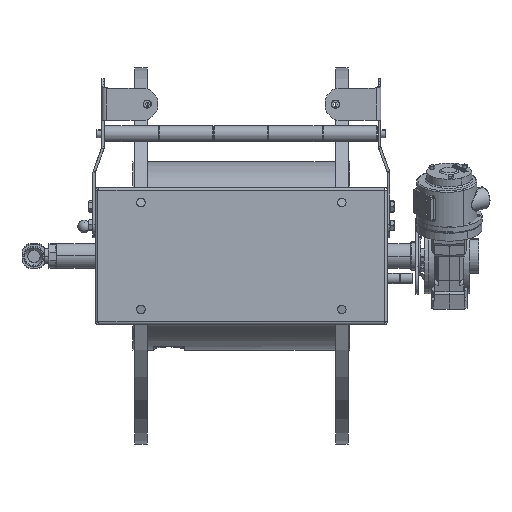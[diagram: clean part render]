
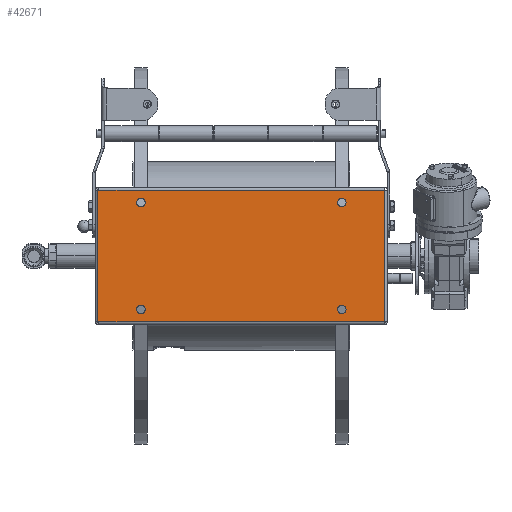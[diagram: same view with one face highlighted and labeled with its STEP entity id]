
A CAD part, front view. The second image highlights one B-rep face of the part: STEP entity #42671.
In plain terms, the highlighted planar face has unit normal (0, -1, 0).
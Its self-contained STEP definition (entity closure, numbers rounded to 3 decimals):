
#26 = DIRECTION ( 'NONE',  ( 0., -1., 0. ) ) ;
#482 = ORIENTED_EDGE ( 'NONE', *, *, #20229, .F. ) ;
#696 = ORIENTED_EDGE ( 'NONE', *, *, #18762, .T. ) ;
#2116 = FACE_BOUND ( 'NONE', #58567, .T. ) ;
#2497 = FACE_BOUND ( 'NONE', #21815, .T. ) ;
#3200 = DIRECTION ( 'NONE',  ( 1., 0., 0. ) ) ;
#3555 = CIRCLE ( 'NONE', #45235, 6.75 ) ;
#3807 = DIRECTION ( 'NONE',  ( 1., 0., 0. ) ) ;
#4184 = ORIENTED_EDGE ( 'NONE', *, *, #51767, .F. ) ;
#5486 = VERTEX_POINT ( 'NONE', #22168 ) ;
#5975 = DIRECTION ( 'NONE',  ( 1., 0., 0. ) ) ;
#6442 = CIRCLE ( 'NONE', #54032, 6.75 ) ;
#6712 = DIRECTION ( 'NONE',  ( 0., -1., 0. ) ) ;
#7523 = VERTEX_POINT ( 'NONE', #54718 ) ;
#9334 = CARTESIAN_POINT ( 'NONE',  ( 228.5, 0., 105. ) ) ;
#9548 = CARTESIAN_POINT ( 'NONE',  ( 228.5, 0., 105. ) ) ;
#10287 = EDGE_CURVE ( 'NONE', #43772, #53713, #3555, .T. ) ;
#11182 = DIRECTION ( 'NONE',  ( 1., 0., 0. ) ) ;
#11908 = CARTESIAN_POINT ( 'NONE',  ( -160., 0., -85. ) ) ;
#12148 = FACE_BOUND ( 'NONE', #12318, .T. ) ;
#12318 = EDGE_LOOP ( 'NONE', ( #482, #70817 ) ) ;
#14692 = VERTEX_POINT ( 'NONE', #9548 ) ;
#15086 = AXIS2_PLACEMENT_3D ( 'NONE', #69062, #40949, #35302 ) ;
#15768 = EDGE_LOOP ( 'NONE', ( #67111, #4184 ) ) ;
#16750 = VERTEX_POINT ( 'NONE', #33264 ) ;
#16923 = EDGE_CURVE ( 'NONE', #66271, #49705, #20753, .T. ) ;
#17306 = CARTESIAN_POINT ( 'NONE',  ( 160., 0., -85. ) ) ;
#18286 = DIRECTION ( 'NONE',  ( 1., 0., 0. ) ) ;
#18479 = FACE_OUTER_BOUND ( 'NONE', #35182, .T. ) ;
#18641 = DIRECTION ( 'NONE',  ( 0., -1., 0. ) ) ;
#18762 = EDGE_CURVE ( 'NONE', #29060, #40502, #53469, .T. ) ;
#18982 = ORIENTED_EDGE ( 'NONE', *, *, #58723, .T. ) ;
#19205 = CIRCLE ( 'NONE', #53736, 6.75 ) ;
#19387 = ORIENTED_EDGE ( 'NONE', *, *, #16923, .F. ) ;
#19641 = ORIENTED_EDGE ( 'NONE', *, *, #65131, .F. ) ;
#19925 = DIRECTION ( 'NONE',  ( 0., -1., 0. ) ) ;
#20216 = DIRECTION ( 'NONE',  ( 1., 0., 0. ) ) ;
#20229 = EDGE_CURVE ( 'NONE', #52128, #7523, #31368, .T. ) ;
#20266 = EDGE_CURVE ( 'NONE', #28794, #16750, #26556, .T. ) ;
#20721 = EDGE_CURVE ( 'NONE', #49705, #66271, #6442, .T. ) ;
#20753 = CIRCLE ( 'NONE', #57627, 6.75 ) ;
#21125 = CARTESIAN_POINT ( 'NONE',  ( -228.5, 0., -105. ) ) ;
#21582 = CARTESIAN_POINT ( 'NONE',  ( 166.75, 0., -85. ) ) ;
#21815 = EDGE_LOOP ( 'NONE', ( #19387, #44610 ) ) ;
#22168 = CARTESIAN_POINT ( 'NONE',  ( -228.5, 0., 105. ) ) ;
#24450 = FACE_BOUND ( 'NONE', #15768, .T. ) ;
#24793 = LINE ( 'NONE', #47569, #39023 ) ;
#25547 = CIRCLE ( 'NONE', #67106, 6.75 ) ;
#25816 = DIRECTION ( 'NONE',  ( 0., -1., 0. ) ) ;
#26177 = CARTESIAN_POINT ( 'NONE',  ( 228.5, 0., -105. ) ) ;
#26556 = CIRCLE ( 'NONE', #46854, 6.75 ) ;
#28794 = VERTEX_POINT ( 'NONE', #32461 ) ;
#29060 = VERTEX_POINT ( 'NONE', #21125 ) ;
#30026 = DIRECTION ( 'NONE',  ( 1., 0., 0. ) ) ;
#30730 = ORIENTED_EDGE ( 'NONE', *, *, #55880, .F. ) ;
#31368 = CIRCLE ( 'NONE', #61022, 6.75 ) ;
#32070 = AXIS2_PLACEMENT_3D ( 'NONE', #70801, #25816, #20216 ) ;
#32461 = CARTESIAN_POINT ( 'NONE',  ( 166.75, 0., 85. ) ) ;
#32495 = DIRECTION ( 'NONE',  ( 0., 0., -1. ) ) ;
#33264 = CARTESIAN_POINT ( 'NONE',  ( 153.25, 0., 85. ) ) ;
#33318 = CIRCLE ( 'NONE', #32070, 6.75 ) ;
#33808 = EDGE_CURVE ( 'NONE', #7523, #52128, #19205, .T. ) ;
#34321 = VECTOR ( 'NONE', #64341, 1000. ) ;
#34520 = CARTESIAN_POINT ( 'NONE',  ( 160., 0., 85. ) ) ;
#34706 = CARTESIAN_POINT ( 'NONE',  ( 160., 0., -85. ) ) ;
#35182 = EDGE_LOOP ( 'NONE', ( #696, #30730, #40179, #18982 ) ) ;
#35302 = DIRECTION ( 'NONE',  ( -1., 0., 0. ) ) ;
#36587 = CARTESIAN_POINT ( 'NONE',  ( -153.25, 0., -85. ) ) ;
#37078 = ORIENTED_EDGE ( 'NONE', *, *, #10287, .F. ) ;
#38150 = CARTESIAN_POINT ( 'NONE',  ( -160., 0., -85. ) ) ;
#39023 = VECTOR ( 'NONE', #3200, 1000. ) ;
#39778 = DIRECTION ( 'NONE',  ( 0., -1., 0. ) ) ;
#40179 = ORIENTED_EDGE ( 'NONE', *, *, #49381, .F. ) ;
#40502 = VERTEX_POINT ( 'NONE', #26177 ) ;
#40519 = CARTESIAN_POINT ( 'NONE',  ( -166.75, 0., 85. ) ) ;
#40949 = DIRECTION ( 'NONE',  ( 0., 1., 0. ) ) ;
#41639 = CARTESIAN_POINT ( 'NONE',  ( -232.5, 0., -105. ) ) ;
#42671 = ADVANCED_FACE ( 'NONE', ( #2497, #2116, #24450, #12148, #18479 ), #70170, .F. ) ;
#43772 = VERTEX_POINT ( 'NONE', #40519 ) ;
#44610 = ORIENTED_EDGE ( 'NONE', *, *, #20721, .F. ) ;
#44979 = DIRECTION ( 'NONE',  ( 1., 0., 0. ) ) ;
#45235 = AXIS2_PLACEMENT_3D ( 'NONE', #70504, #19925, #48653 ) ;
#46854 = AXIS2_PLACEMENT_3D ( 'NONE', #34520, #39778, #68646 ) ;
#47114 = CARTESIAN_POINT ( 'NONE',  ( -166.75, 0., -85. ) ) ;
#47310 = VECTOR ( 'NONE', #30026, 1000. ) ;
#47569 = CARTESIAN_POINT ( 'NONE',  ( -232.5, 0., 105. ) ) ;
#48653 = DIRECTION ( 'NONE',  ( 1., 0., 0. ) ) ;
#49381 = EDGE_CURVE ( 'NONE', #5486, #14692, #24793, .T. ) ;
#49705 = VERTEX_POINT ( 'NONE', #47114 ) ;
#50872 = DIRECTION ( 'NONE',  ( 0., -1., 0. ) ) ;
#51767 = EDGE_CURVE ( 'NONE', #16750, #28794, #33318, .T. ) ;
#52128 = VERTEX_POINT ( 'NONE', #21582 ) ;
#53469 = LINE ( 'NONE', #41639, #47310 ) ;
#53713 = VERTEX_POINT ( 'NONE', #70448 ) ;
#53736 = AXIS2_PLACEMENT_3D ( 'NONE', #34706, #6712, #5975 ) ;
#54032 = AXIS2_PLACEMENT_3D ( 'NONE', #38150, #54801, #3807 ) ;
#54718 = CARTESIAN_POINT ( 'NONE',  ( 153.25, 0., -85. ) ) ;
#54801 = DIRECTION ( 'NONE',  ( 0., -1., 0. ) ) ;
#55880 = EDGE_CURVE ( 'NONE', #14692, #40502, #67371, .T. ) ;
#56292 = VECTOR ( 'NONE', #32495, 1000. ) ;
#57627 = AXIS2_PLACEMENT_3D ( 'NONE', #11908, #26, #11182 ) ;
#57763 = CARTESIAN_POINT ( 'NONE',  ( -160., 0., 85. ) ) ;
#58567 = EDGE_LOOP ( 'NONE', ( #19641, #37078 ) ) ;
#58723 = EDGE_CURVE ( 'NONE', #5486, #29060, #70631, .T. ) ;
#61022 = AXIS2_PLACEMENT_3D ( 'NONE', #17306, #50872, #44979 ) ;
#64341 = DIRECTION ( 'NONE',  ( 0., 0., -1. ) ) ;
#65086 = CARTESIAN_POINT ( 'NONE',  ( -228.5, 0., 105. ) ) ;
#65131 = EDGE_CURVE ( 'NONE', #53713, #43772, #25547, .T. ) ;
#66271 = VERTEX_POINT ( 'NONE', #36587 ) ;
#67106 = AXIS2_PLACEMENT_3D ( 'NONE', #57763, #18641, #18286 ) ;
#67111 = ORIENTED_EDGE ( 'NONE', *, *, #20266, .F. ) ;
#67371 = LINE ( 'NONE', #9334, #56292 ) ;
#68646 = DIRECTION ( 'NONE',  ( 1., 0., 0. ) ) ;
#69062 = CARTESIAN_POINT ( 'NONE',  ( -232.5, 0., 105. ) ) ;
#70170 = PLANE ( 'NONE',  #15086 ) ;
#70448 = CARTESIAN_POINT ( 'NONE',  ( -153.25, 0., 85. ) ) ;
#70504 = CARTESIAN_POINT ( 'NONE',  ( -160., 0., 85. ) ) ;
#70631 = LINE ( 'NONE', #65086, #34321 ) ;
#70801 = CARTESIAN_POINT ( 'NONE',  ( 160., 0., 85. ) ) ;
#70817 = ORIENTED_EDGE ( 'NONE', *, *, #33808, .F. ) ;
